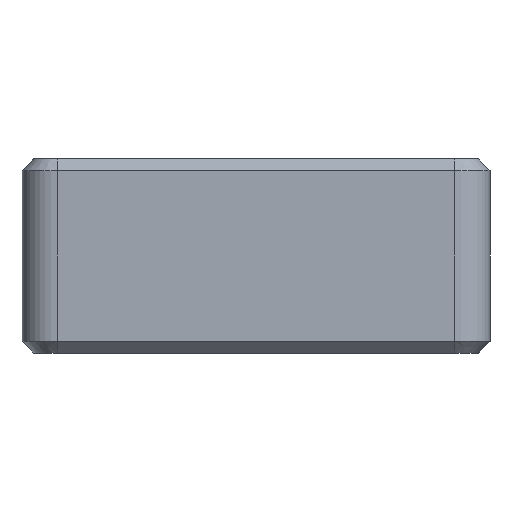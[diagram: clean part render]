
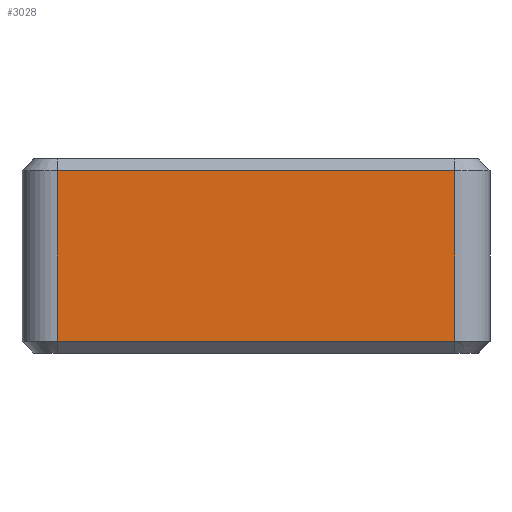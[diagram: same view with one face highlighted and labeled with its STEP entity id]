
A CAD part, left-side view. The second image highlights one B-rep face of the part: STEP entity #3028.
In plain terms, the highlighted planar face has unit normal (-1, 0, 0).
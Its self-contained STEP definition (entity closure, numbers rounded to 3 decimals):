
#231=PLANE('',#3285);
#392=FACE_OUTER_BOUND('',#578,.T.);
#578=EDGE_LOOP('',(#2651,#2652,#2653,#2654));
#849=LINE('',#5065,#1161);
#856=LINE('',#5084,#1168);
#857=LINE('',#5088,#1169);
#858=LINE('',#5089,#1170);
#1161=VECTOR('',#3937,10.);
#1168=VECTOR('',#3958,10.);
#1169=VECTOR('',#3963,10.);
#1170=VECTOR('',#3964,10.);
#1506=VERTEX_POINT('',#5059);
#1507=VERTEX_POINT('',#5063);
#1512=VERTEX_POINT('',#5083);
#1513=VERTEX_POINT('',#5087);
#1895=EDGE_CURVE('',#1506,#1507,#849,.T.);
#1904=EDGE_CURVE('',#1507,#1512,#856,.T.);
#1906=EDGE_CURVE('',#1506,#1513,#857,.T.);
#1907=EDGE_CURVE('',#1512,#1513,#858,.T.);
#2651=ORIENTED_EDGE('',*,*,#1895,.F.);
#2652=ORIENTED_EDGE('',*,*,#1906,.T.);
#2653=ORIENTED_EDGE('',*,*,#1907,.F.);
#2654=ORIENTED_EDGE('',*,*,#1904,.F.);
#3028=ADVANCED_FACE('',(#392),#231,.T.);
#3285=AXIS2_PLACEMENT_3D('',#5086,#3961,#3962);
#3937=DIRECTION('',(0.,-1.,0.));
#3958=DIRECTION('',(0.,0.,-1.));
#3961=DIRECTION('center_axis',(-1.,0.,0.));
#3962=DIRECTION('ref_axis',(0.,-1.,0.));
#3963=DIRECTION('',(0.,0.,-1.));
#3964=DIRECTION('',(0.,1.,0.));
#5059=CARTESIAN_POINT('',(-25.55,17.,13.6));
#5063=CARTESIAN_POINT('',(-25.55,-17.,13.6));
#5065=CARTESIAN_POINT('',(-25.55,8.5,13.6));
#5083=CARTESIAN_POINT('',(-25.55,-17.,-1.));
#5084=CARTESIAN_POINT('',(-25.55,-17.,-2.));
#5086=CARTESIAN_POINT('Origin',(-25.55,17.,0.));
#5087=CARTESIAN_POINT('',(-25.55,17.,-1.));
#5088=CARTESIAN_POINT('',(-25.55,17.,-2.));
#5089=CARTESIAN_POINT('',(-25.55,8.5,-1.));
